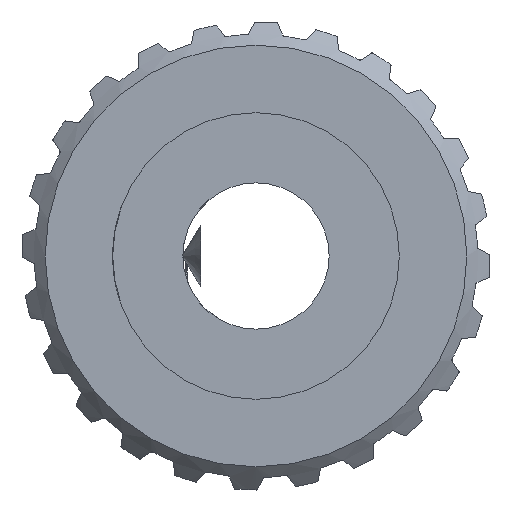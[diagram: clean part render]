
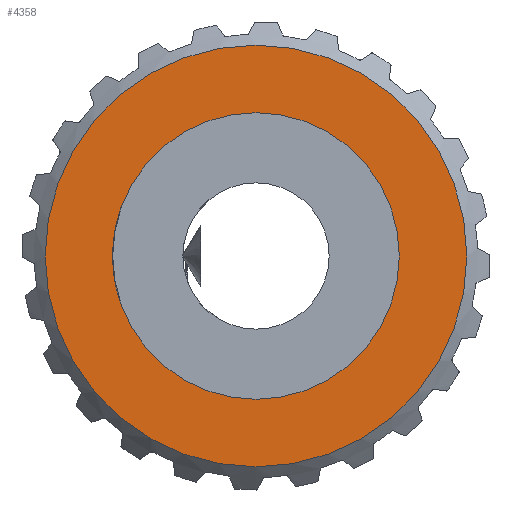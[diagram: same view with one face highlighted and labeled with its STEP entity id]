
A CAD part, front view. The second image highlights one B-rep face of the part: STEP entity #4358.
In plain terms, the highlighted planar face has unit normal (0, -1, 0).
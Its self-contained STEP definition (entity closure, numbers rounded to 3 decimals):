
#122=PLANE('',#4686);
#188=FACE_BOUND('',#735,.T.);
#287=CIRCLE('',#4653,9.155);
#313=CIRCLE('',#4683,6.223);
#481=FACE_OUTER_BOUND('',#734,.T.);
#734=EDGE_LOOP('',(#3112));
#735=EDGE_LOOP('',(#3113));
#1760=VERTEX_POINT('',#7605);
#1871=VERTEX_POINT('',#8902);
#2242=EDGE_CURVE('',#1760,#1760,#287,.T.);
#2360=EDGE_CURVE('',#1871,#1871,#313,.T.);
#3112=ORIENTED_EDGE('',*,*,#2242,.F.);
#3113=ORIENTED_EDGE('',*,*,#2360,.F.);
#4358=ADVANCED_FACE('',(#481,#188),#122,.T.);
#4653=AXIS2_PLACEMENT_3D('',#7607,#5095,#5096);
#4683=AXIS2_PLACEMENT_3D('',#8903,#5156,#5157);
#4686=AXIS2_PLACEMENT_3D('',#9002,#5163,#5164);
#5095=DIRECTION('center_axis',(0.,1.,0.));
#5096=DIRECTION('ref_axis',(0.,0.,-1.));
#5156=DIRECTION('center_axis',(0.,-1.,0.));
#5157=DIRECTION('ref_axis',(0.,0.,-1.));
#5163=DIRECTION('center_axis',(0.,-1.,0.));
#5164=DIRECTION('ref_axis',(0.,0.,-1.));
#7605=CARTESIAN_POINT('',(-10.21,-8.936,3.152));
#7607=CARTESIAN_POINT('Origin',(-10.21,-8.936,12.307));
#8902=CARTESIAN_POINT('',(-10.21,-8.936,6.084));
#8903=CARTESIAN_POINT('Origin',(-10.21,-8.936,12.307));
#9002=CARTESIAN_POINT('Origin',(-10.21,-8.936,12.307));
